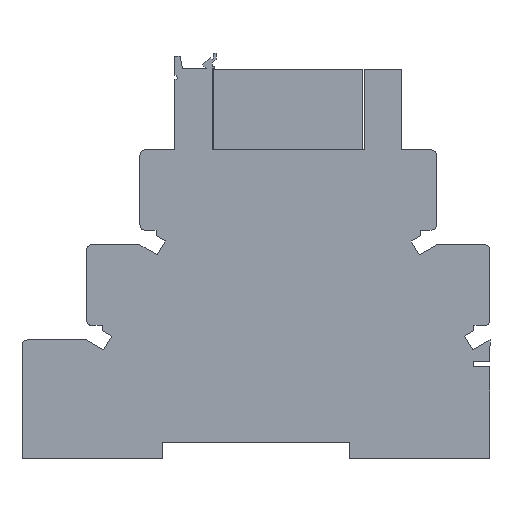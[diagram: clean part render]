
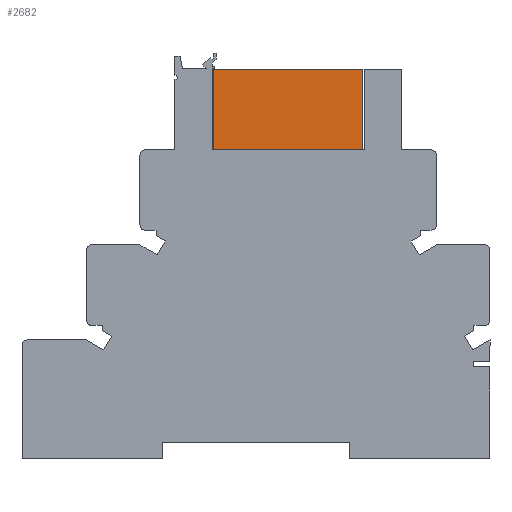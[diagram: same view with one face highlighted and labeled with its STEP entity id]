
A CAD part, left-side view. The second image highlights one B-rep face of the part: STEP entity #2682.
In plain terms, the highlighted planar face has unit normal (-1, 0, 0).
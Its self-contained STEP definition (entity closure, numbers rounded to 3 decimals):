
#11 = LINE ( 'NONE', #4345, #1205 ) ;
#47 = EDGE_CURVE ( 'NONE', #3739, #3897, #59, .T. ) ;
#59 = LINE ( 'NONE', #6552, #3326 ) ;
#412 = ORIENTED_EDGE ( 'NONE', *, *, #5667, .T. ) ;
#635 = VECTOR ( 'NONE', #4819, 1000. ) ;
#749 = DIRECTION ( 'NONE',  ( 0., 0., -1. ) ) ;
#783 = VECTOR ( 'NONE', #2002, 1000. ) ;
#818 = PLANE ( 'NONE',  #4133 ) ;
#858 = LINE ( 'NONE', #3449, #783 ) ;
#985 = CARTESIAN_POINT ( 'NONE',  ( -2.6, 7.95, -3. ) ) ;
#1205 = VECTOR ( 'NONE', #3415, 1000. ) ;
#1431 = DIRECTION ( 'NONE',  ( 0., 0., -1. ) ) ;
#2002 = DIRECTION ( 'NONE',  ( 0., -1., 0. ) ) ;
#2157 = FACE_OUTER_BOUND ( 'NONE', #3310, .T. ) ;
#2384 = CARTESIAN_POINT ( 'NONE',  ( -2.6, 0., 0. ) ) ;
#2624 = CARTESIAN_POINT ( 'NONE',  ( -2.6, -19.95, -18. ) ) ;
#2682 = ADVANCED_FACE ( 'NONE', ( #2157 ), #818, .F. ) ;
#2770 = ORIENTED_EDGE ( 'NONE', *, *, #4896, .T. ) ;
#2826 = ORIENTED_EDGE ( 'NONE', *, *, #47, .T. ) ;
#3310 = EDGE_LOOP ( 'NONE', ( #5566, #412, #2770, #2826 ) ) ;
#3326 = VECTOR ( 'NONE', #1431, 1000. ) ;
#3415 = DIRECTION ( 'NONE',  ( 0., 1., 0. ) ) ;
#3449 = CARTESIAN_POINT ( 'NONE',  ( -2.6, -19.95, -18. ) ) ;
#3739 = VERTEX_POINT ( 'NONE', #985 ) ;
#3897 = VERTEX_POINT ( 'NONE', #5777 ) ;
#4133 = AXIS2_PLACEMENT_3D ( 'NONE', #2384, #6432, #749 ) ;
#4345 = CARTESIAN_POINT ( 'NONE',  ( -2.6, -19.95, -3. ) ) ;
#4811 = VERTEX_POINT ( 'NONE', #5408 ) ;
#4819 = DIRECTION ( 'NONE',  ( 0., 0., 1. ) ) ;
#4896 = EDGE_CURVE ( 'NONE', #4811, #3739, #11, .T. ) ;
#5408 = CARTESIAN_POINT ( 'NONE',  ( -2.6, -19.95, -3. ) ) ;
#5443 = VERTEX_POINT ( 'NONE', #2624 ) ;
#5566 = ORIENTED_EDGE ( 'NONE', *, *, #6442, .T. ) ;
#5667 = EDGE_CURVE ( 'NONE', #5443, #4811, #6389, .T. ) ;
#5777 = CARTESIAN_POINT ( 'NONE',  ( -2.6, 7.95, -18. ) ) ;
#5952 = CARTESIAN_POINT ( 'NONE',  ( -2.6, -19.95, -18. ) ) ;
#6389 = LINE ( 'NONE', #5952, #635 ) ;
#6432 = DIRECTION ( 'NONE',  ( 1., 0., 0. ) ) ;
#6442 = EDGE_CURVE ( 'NONE', #3897, #5443, #858, .T. ) ;
#6552 = CARTESIAN_POINT ( 'NONE',  ( -2.6, 7.95, -18. ) ) ;
